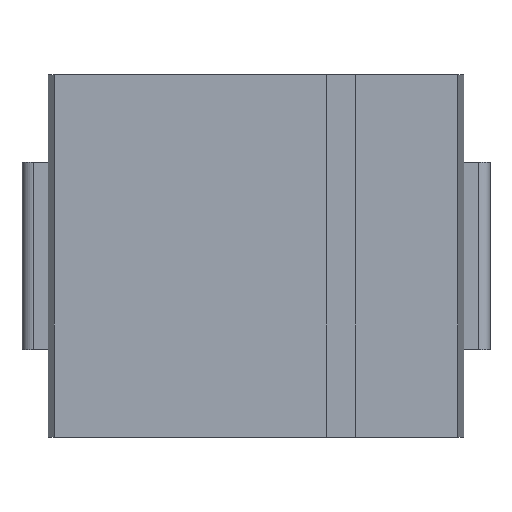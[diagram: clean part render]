
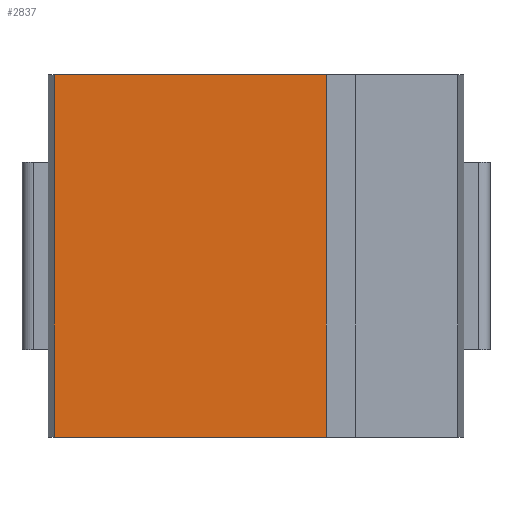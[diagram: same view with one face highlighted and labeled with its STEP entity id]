
A CAD part, top view. The second image highlights one B-rep face of the part: STEP entity #2837.
In plain terms, the highlighted planar face has unit normal (0, 0, 1).
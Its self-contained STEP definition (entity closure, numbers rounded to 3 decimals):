
#2028 = PLANE('',#2029);
#2029 = AXIS2_PLACEMENT_3D('',#2030,#2031,#2032);
#2030 = CARTESIAN_POINT('',(-3.55,3.1,0.));
#2031 = DIRECTION('',(-0.996,0.,
    0.09));
#2032 = DIRECTION('',(0.09,0.,
    0.996));
#2056 = PLANE('',#2057);
#2057 = AXIS2_PLACEMENT_3D('',#2058,#2059,#2060);
#2058 = CARTESIAN_POINT('',(-3.55,-3.1,0.));
#2059 = DIRECTION('',(0.,1.,0.));
#2060 = DIRECTION('',(0.,0.,1.));
#2110 = PLANE('',#2111);
#2111 = AXIS2_PLACEMENT_3D('',#2112,#2113,#2114);
#2112 = CARTESIAN_POINT('',(-3.55,3.1,0.));
#2113 = DIRECTION('',(0.,1.,0.));
#2114 = DIRECTION('',(0.,0.,1.));
#2127 = VERTEX_POINT('',#2128);
#2128 = CARTESIAN_POINT('',(-3.45,-3.1,1.104));
#2149 = EDGE_CURVE('',#2150,#2127,#2152,.T.);
#2150 = VERTEX_POINT('',#2151);
#2151 = CARTESIAN_POINT('',(-3.45,3.1,1.104));
#2152 = SURFACE_CURVE('',#2153,(#2157,#2164),.PCURVE_S1.);
#2153 = LINE('',#2154,#2155);
#2154 = CARTESIAN_POINT('',(-3.45,3.1,1.104));
#2155 = VECTOR('',#2156,1.);
#2156 = DIRECTION('',(0.,-1.,0.));
#2157 = PCURVE('',#2028,#2158);
#2158 = DEFINITIONAL_REPRESENTATION('',(#2159),#2163);
#2159 = LINE('',#2160,#2161);
#2160 = CARTESIAN_POINT('',(1.109,0.));
#2161 = VECTOR('',#2162,1.);
#2162 = DIRECTION('',(0.,-1.));
#2163 = ( GEOMETRIC_REPRESENTATION_CONTEXT(2) 
PARAMETRIC_REPRESENTATION_CONTEXT() REPRESENTATION_CONTEXT('2D SPACE',''
  ) );
#2164 = PCURVE('',#2165,#2170);
#2165 = PLANE('',#2166);
#2166 = AXIS2_PLACEMENT_3D('',#2167,#2168,#2169);
#2167 = CARTESIAN_POINT('',(-3.45,3.1,1.104));
#2168 = DIRECTION('',(0.,0.,1.));
#2169 = DIRECTION('',(1.,0.,0.));
#2170 = DEFINITIONAL_REPRESENTATION('',(#2171),#2175);
#2171 = LINE('',#2172,#2173);
#2172 = CARTESIAN_POINT('',(0.,0.));
#2173 = VECTOR('',#2174,1.);
#2174 = DIRECTION('',(0.,-1.));
#2175 = ( GEOMETRIC_REPRESENTATION_CONTEXT(2) 
PARAMETRIC_REPRESENTATION_CONTEXT() REPRESENTATION_CONTEXT('2D SPACE',''
  ) );
#2279 = EDGE_CURVE('',#2150,#2280,#2282,.T.);
#2280 = VERTEX_POINT('',#2281);
#2281 = CARTESIAN_POINT('',(1.2,3.1,1.104));
#2282 = SURFACE_CURVE('',#2283,(#2287,#2294),.PCURVE_S1.);
#2283 = LINE('',#2284,#2285);
#2284 = CARTESIAN_POINT('',(-3.45,3.1,1.104));
#2285 = VECTOR('',#2286,1.);
#2286 = DIRECTION('',(1.,0.,0.));
#2287 = PCURVE('',#2110,#2288);
#2288 = DEFINITIONAL_REPRESENTATION('',(#2289),#2293);
#2289 = LINE('',#2290,#2291);
#2290 = CARTESIAN_POINT('',(1.104,0.1));
#2291 = VECTOR('',#2292,1.);
#2292 = DIRECTION('',(0.,1.));
#2293 = ( GEOMETRIC_REPRESENTATION_CONTEXT(2) 
PARAMETRIC_REPRESENTATION_CONTEXT() REPRESENTATION_CONTEXT('2D SPACE',''
  ) );
#2294 = PCURVE('',#2165,#2295);
#2295 = DEFINITIONAL_REPRESENTATION('',(#2296),#2300);
#2296 = LINE('',#2297,#2298);
#2297 = CARTESIAN_POINT('',(0.,0.));
#2298 = VECTOR('',#2299,1.);
#2299 = DIRECTION('',(1.,0.));
#2300 = ( GEOMETRIC_REPRESENTATION_CONTEXT(2) 
PARAMETRIC_REPRESENTATION_CONTEXT() REPRESENTATION_CONTEXT('2D SPACE',''
  ) );
#2581 = EDGE_CURVE('',#2127,#2582,#2584,.T.);
#2582 = VERTEX_POINT('',#2583);
#2583 = CARTESIAN_POINT('',(1.2,-3.1,1.104));
#2584 = SURFACE_CURVE('',#2585,(#2589,#2596),.PCURVE_S1.);
#2585 = LINE('',#2586,#2587);
#2586 = CARTESIAN_POINT('',(-3.45,-3.1,1.104));
#2587 = VECTOR('',#2588,1.);
#2588 = DIRECTION('',(1.,0.,0.));
#2589 = PCURVE('',#2056,#2590);
#2590 = DEFINITIONAL_REPRESENTATION('',(#2591),#2595);
#2591 = LINE('',#2592,#2593);
#2592 = CARTESIAN_POINT('',(1.104,0.1));
#2593 = VECTOR('',#2594,1.);
#2594 = DIRECTION('',(0.,1.));
#2595 = ( GEOMETRIC_REPRESENTATION_CONTEXT(2) 
PARAMETRIC_REPRESENTATION_CONTEXT() REPRESENTATION_CONTEXT('2D SPACE',''
  ) );
#2596 = PCURVE('',#2165,#2597);
#2597 = DEFINITIONAL_REPRESENTATION('',(#2598),#2602);
#2598 = LINE('',#2599,#2600);
#2599 = CARTESIAN_POINT('',(0.,-6.2));
#2600 = VECTOR('',#2601,1.);
#2601 = DIRECTION('',(1.,0.));
#2602 = ( GEOMETRIC_REPRESENTATION_CONTEXT(2) 
PARAMETRIC_REPRESENTATION_CONTEXT() REPRESENTATION_CONTEXT('2D SPACE',''
  ) );
#2837 = ADVANCED_FACE('',(#2838),#2165,.T.);
#2838 = FACE_BOUND('',#2839,.T.);
#2839 = EDGE_LOOP('',(#2840,#2841,#2842,#2843));
#2840 = ORIENTED_EDGE('',*,*,#2279,.F.);
#2841 = ORIENTED_EDGE('',*,*,#2149,.T.);
#2842 = ORIENTED_EDGE('',*,*,#2581,.T.);
#2843 = ORIENTED_EDGE('',*,*,#2844,.T.);
#2844 = EDGE_CURVE('',#2582,#2280,#2845,.T.);
#2845 = SURFACE_CURVE('',#2846,(#2850,#2857),.PCURVE_S1.);
#2846 = LINE('',#2847,#2848);
#2847 = CARTESIAN_POINT('',(1.2,-3.1,1.104));
#2848 = VECTOR('',#2849,1.);
#2849 = DIRECTION('',(0.,1.,0.));
#2850 = PCURVE('',#2165,#2851);
#2851 = DEFINITIONAL_REPRESENTATION('',(#2852),#2856);
#2852 = LINE('',#2853,#2854);
#2853 = CARTESIAN_POINT('',(4.65,-6.2));
#2854 = VECTOR('',#2855,1.);
#2855 = DIRECTION('',(0.,1.));
#2856 = ( GEOMETRIC_REPRESENTATION_CONTEXT(2) 
PARAMETRIC_REPRESENTATION_CONTEXT() REPRESENTATION_CONTEXT('2D SPACE',''
  ) );
#2857 = PCURVE('',#2858,#2863);
#2858 = PLANE('',#2859);
#2859 = AXIS2_PLACEMENT_3D('',#2860,#2861,#2862);
#2860 = CARTESIAN_POINT('',(1.2,-3.1,1.104));
#2861 = DIRECTION('',(-1.,0.,0.));
#2862 = DIRECTION('',(0.,1.,0.));
#2863 = DEFINITIONAL_REPRESENTATION('',(#2864),#2868);
#2864 = LINE('',#2865,#2866);
#2865 = CARTESIAN_POINT('',(0.,0.));
#2866 = VECTOR('',#2867,1.);
#2867 = DIRECTION('',(1.,0.));
#2868 = ( GEOMETRIC_REPRESENTATION_CONTEXT(2) 
PARAMETRIC_REPRESENTATION_CONTEXT() REPRESENTATION_CONTEXT('2D SPACE',''
  ) );
